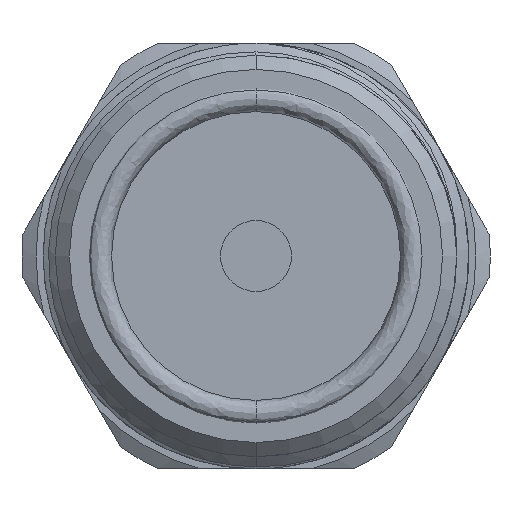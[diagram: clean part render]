
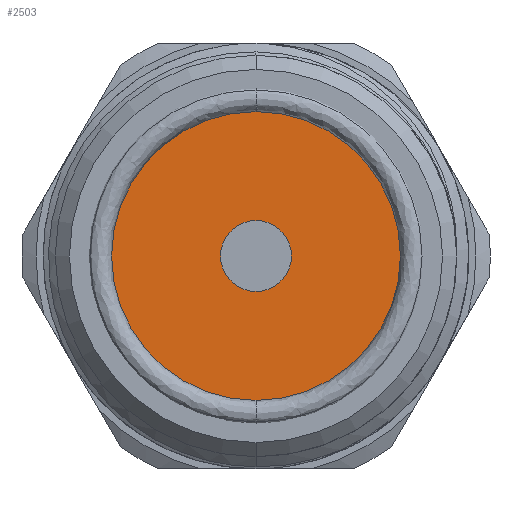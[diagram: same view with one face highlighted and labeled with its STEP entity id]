
A CAD part, front view. The second image highlights one B-rep face of the part: STEP entity #2503.
In plain terms, the highlighted planar face has unit normal (0, -1, 0).
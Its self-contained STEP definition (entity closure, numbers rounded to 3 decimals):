
#76 = CARTESIAN_POINT ( 'NONE',  ( 0., 26.4, 11.7 ) ) ;
#103 = DIRECTION ( 'NONE',  ( 0., 0., -1. ) ) ;
#299 = AXIS2_PLACEMENT_3D ( 'NONE', #4510, #2199, #4912 ) ;
#425 = CARTESIAN_POINT ( 'NONE',  ( 2.5, 26.4, 0. ) ) ;
#442 = VERTEX_POINT ( 'NONE', #1824 ) ;
#556 = ORIENTED_EDGE ( 'NONE', *, *, #1915, .T. ) ;
#587 = CIRCLE ( 'NONE', #821, 11.7 ) ;
#634 = CIRCLE ( 'NONE', #3734, 11.7 ) ;
#660 = VERTEX_POINT ( 'NONE', #76 ) ;
#821 = AXIS2_PLACEMENT_3D ( 'NONE', #4524, #2218, #4928 ) ;
#857 = DIRECTION ( 'NONE',  ( 0., 0., 1. ) ) ;
#1419 = CARTESIAN_POINT ( 'NONE',  ( 0., 26.4, 0. ) ) ;
#1569 = FACE_OUTER_BOUND ( 'NONE', #2069, .T. ) ;
#1776 = CIRCLE ( 'NONE', #299, 2.5 ) ;
#1824 = CARTESIAN_POINT ( 'NONE',  ( 0., 26.4, -11.7 ) ) ;
#1838 = DIRECTION ( 'NONE',  ( 0., 0., -1. ) ) ;
#1850 = EDGE_CURVE ( 'NONE', #4624, #4981, #1776, .T. ) ;
#1915 = EDGE_CURVE ( 'NONE', #442, #660, #587, .T. ) ;
#2069 = EDGE_LOOP ( 'NONE', ( #556, #4884 ) ) ;
#2094 = AXIS2_PLACEMENT_3D ( 'NONE', #1419, #4147, #1838 ) ;
#2199 = DIRECTION ( 'NONE',  ( 0., -1., 0. ) ) ;
#2218 = DIRECTION ( 'NONE',  ( 0., -1., 0. ) ) ;
#2249 = CIRCLE ( 'NONE', #2094, 2.5 ) ;
#2418 = PLANE ( 'NONE',  #2577 ) ;
#2459 = DIRECTION ( 'NONE',  ( 0., -1., 0. ) ) ;
#2503 = ADVANCED_FACE ( 'NONE', ( #4556, #1569 ), #2418, .F. ) ;
#2551 = ORIENTED_EDGE ( 'NONE', *, *, #1850, .F. ) ;
#2577 = AXIS2_PLACEMENT_3D ( 'NONE', #425, #3194, #857 ) ;
#3150 = ORIENTED_EDGE ( 'NONE', *, *, #4598, .F. ) ;
#3194 = DIRECTION ( 'NONE',  ( 0., 1., 0. ) ) ;
#3209 = CARTESIAN_POINT ( 'NONE',  ( 0., 26.4, -2.5 ) ) ;
#3734 = AXIS2_PLACEMENT_3D ( 'NONE', #4787, #2459, #103 ) ;
#3757 = CARTESIAN_POINT ( 'NONE',  ( 0., 26.4, 2.5 ) ) ;
#4147 = DIRECTION ( 'NONE',  ( 0., -1., 0. ) ) ;
#4302 = EDGE_CURVE ( 'NONE', #660, #442, #634, .T. ) ;
#4353 = EDGE_LOOP ( 'NONE', ( #3150, #2551 ) ) ;
#4510 = CARTESIAN_POINT ( 'NONE',  ( 0., 26.4, 0. ) ) ;
#4524 = CARTESIAN_POINT ( 'NONE',  ( 0., 26.4, 0. ) ) ;
#4556 = FACE_BOUND ( 'NONE', #4353, .T. ) ;
#4598 = EDGE_CURVE ( 'NONE', #4981, #4624, #2249, .T. ) ;
#4624 = VERTEX_POINT ( 'NONE', #3757 ) ;
#4787 = CARTESIAN_POINT ( 'NONE',  ( 0., 26.4, 0. ) ) ;
#4884 = ORIENTED_EDGE ( 'NONE', *, *, #4302, .T. ) ;
#4912 = DIRECTION ( 'NONE',  ( 0., 0., -1. ) ) ;
#4928 = DIRECTION ( 'NONE',  ( 0., 0., -1. ) ) ;
#4981 = VERTEX_POINT ( 'NONE', #3209 ) ;
